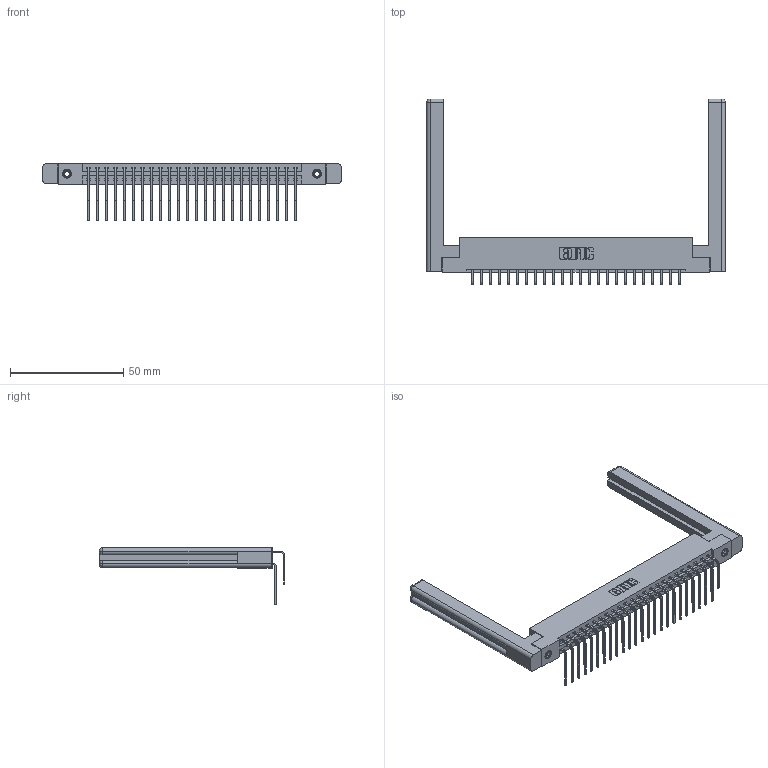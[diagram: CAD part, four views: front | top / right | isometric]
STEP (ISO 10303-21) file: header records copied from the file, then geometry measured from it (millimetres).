
FILE_DESCRIPTION (( 'STEP AP203' ), '1' );
FILE_NAME ('337-048-559-258.STEP', '2019-10-09T15:18:13', ( '' ), ( '' ), 'SwSTEP 2.0', 'SolidWorks 2016', '' );
FILE_SCHEMA (( 'CONFIG_CONTROL_DESIGN' ));
Length unit declared in the file: inch
Products named in the file (6): 345-292-001_559 Tail - 2; 345-250-001_345-250-001-102; 307-220-058; 345-292-001_558 559 Tail - 1; 337 Part_Flush Mounting Lugs - 0.156 Dia-TI; 337-048-559-258
Assembly tree (53 placements, depth 2):
  337-048-559-258
    337 Part_Flush Mounting Lugs - 0.156 Dia-TI
    345-292-001_558 559 Tail - 1  x24
    345-292-001_559 Tail - 2  x24
    345-250-001_345-250-001-102  x2
    307-220-058  x2
Bounding box: 131.72 x 81.98 x 25.53 mm (x, y, z)
Volume: 21061.8 mm3; surface area: 21998.3 mm2
Topology: 53 solids, 53 shells, 2944 faces, 8681 edges, 5710 vertices
Faces by surface type: plane 2074, cylinder 846, cone 12, torus 12
Entity records: 25354 total; most frequent: CARTESIAN_POINT 4340, ORIENTED_EDGE 4164, DIRECTION 3722, EDGE_CURVE 2082, LINE 1866, VECTOR 1866, VERTEX_POINT 1378, AXIS2_PLACEMENT_3D 928
